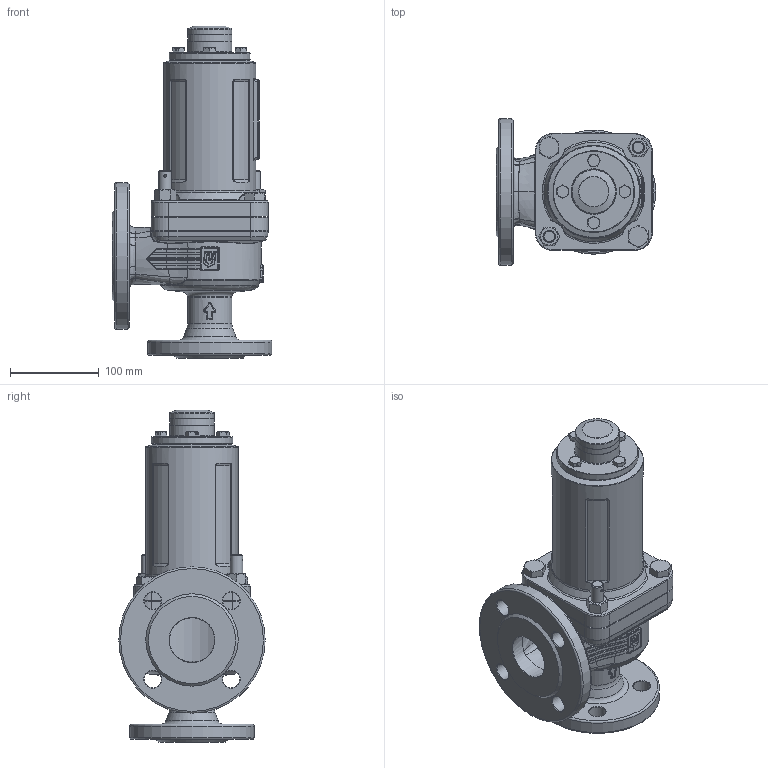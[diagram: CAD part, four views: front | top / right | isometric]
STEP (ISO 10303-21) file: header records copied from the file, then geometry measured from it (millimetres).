
FILE_DESCRIPTION(('HOOPS Exchange Step'),'2;1');
FILE_NAME('SF0600_DN32_32-50.stp','2025-06-27T13:16:26+02:00',('nieru'),('Unknown organisation'),'HOOPS Exchange 2024.2','HOOPS Exchange','Unknown authorisation');
FILE_SCHEMA( ('AP203_CONFIGURATION_CONTROLLED_3D_DESIGN_OF_MECHANICAL_PARTS_AND_ASSEMBLIES_MIM_LF') );
Length unit declared in the file: millimetre
Products named in the file (2): 0; root
Assembly tree (1 placements, depth 2):
  root
    0
Bounding box: 180 x 165 x 374.3 mm (x, y, z)
Volume: 2922876 mm3; surface area: 335645.6 mm2
Topology: 15 solids, 15 shells, 1324 faces, 3267 edges, 1973 vertices
Faces by surface type: bspline 537, cylinder 283, plane 262, torus 142, cone 99, sphere 1
Full cylindrical faces by diameter (mm): 2 x2, 3 x1, 11.6 x4, 11.835 x2, 14 x2, 19 x8, 20.5 x2, 29.8 x1, 35 x1, 47.8 x1, 50 x4, 57.215 x1, 92 x1, 102.793 x1, 104 x1, 116 x1, 140 x1, 165 x1
Entity records: 102184 total; most frequent: CARTESIAN_POINT 74562, ORIENTED_EDGE 6440, DIRECTION 4333, EDGE_CURVE 3220, VERTEX_POINT 1973, AXIS2_PLACEMENT_3D 1756, B_SPLINE_CURVE_WITH_KNOTS 1418, EDGE_LOOP 1401
